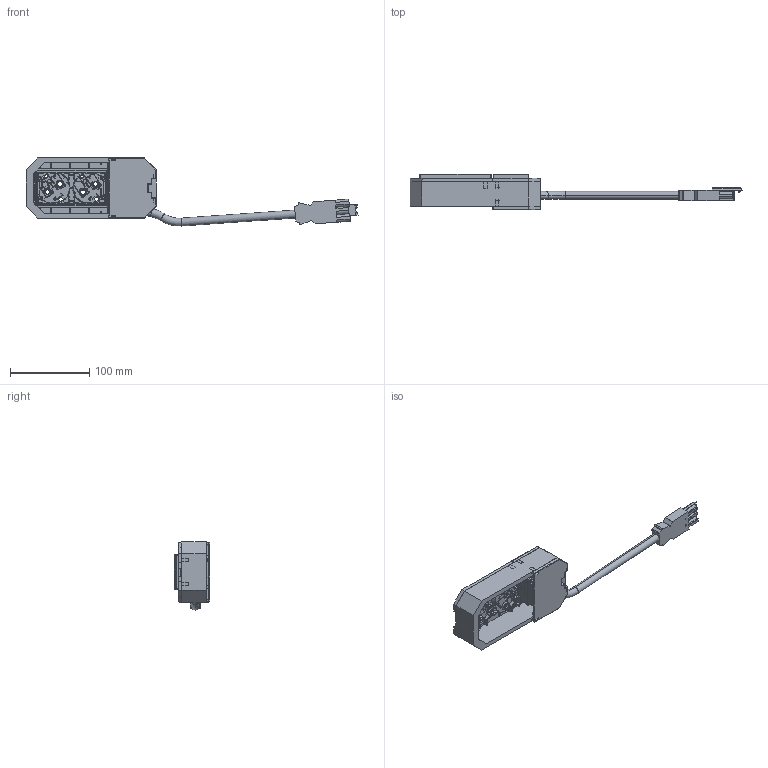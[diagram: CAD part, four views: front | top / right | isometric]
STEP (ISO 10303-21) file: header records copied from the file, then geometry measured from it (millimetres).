
FILE_DESCRIPTION (( 'STEP AP214' ), '1' );
FILE_NAME ('7404660_KSTP1.stp', '2025-10-01T08:10:11', ( '' ), ( '' ), 'SwSTEP 2.0', 'SolidWorks 2024', '' );
FILE_SCHEMA (( 'AUTOMOTIVE_DESIGN' ));
Length unit declared in the file: millimetre
Products named in the file (16): P_6108055_1_weiß; 099342T1_0°; 077656_Standard; P_4208803_1_Standard; 044405_Standard; 073041_Standard; 7404660_KSTP1; 099342_0°; 044046_Standard; 071659_Standard; 071650_Standard; 072940_Standard; 071658_Standard; 072095_Standard; 044679_Standard; 044039_Standard
Assembly tree (15 placements, depth 4):
  7404660_KSTP1
    072940_Standard
    073041_Standard
      072095_Standard
    071659_Standard
    071658_Standard
    044405_Standard
      044046_Standard
      077656_Standard
        044039_Standard
        044679_Standard
    099342_0°
      P_6108055_1_weiß
      099342T1_0°
    P_4208803_1_Standard
    071650_Standard
Bounding box: 419.77 x 45.05 x 85.98 mm (x, y, z)
Volume: 160298 mm3; surface area: 169308.9 mm2
Topology: 11 solids, 11 shells, 5720 faces, 15298 edges, 9626 vertices
Faces by surface type: plane 2921, cylinder 1393, bspline 1034, cone 200, sphere 132, torus 40
Entity records: 212532 total; most frequent: CARTESIAN_POINT 78988, ORIENTED_EDGE 30412, DIRECTION 24220, EDGE_CURVE 15206, VECTOR 9722, LINE 9722, VERTEX_POINT 9626, AXIS2_PLACEMENT_3D 7249
